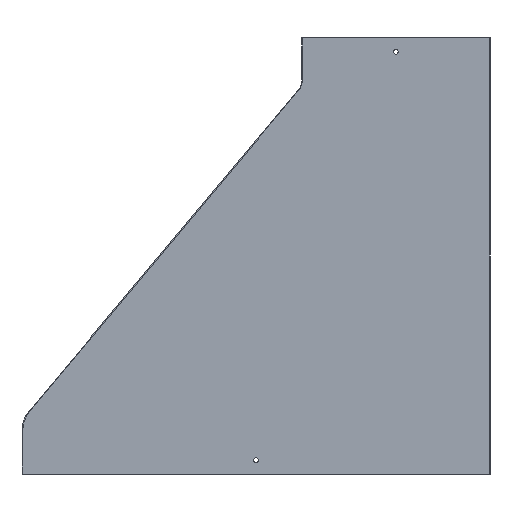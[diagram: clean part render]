
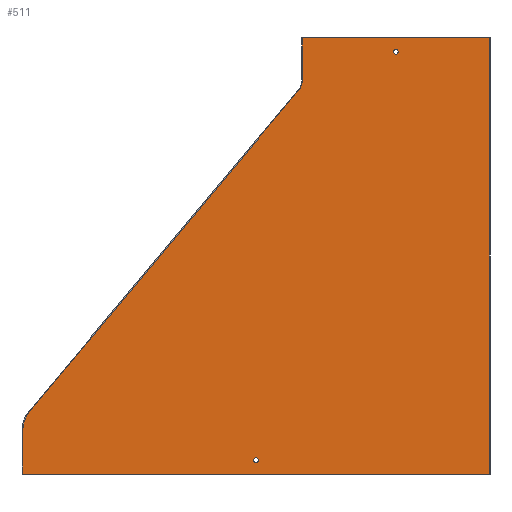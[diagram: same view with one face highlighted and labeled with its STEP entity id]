
A CAD part, front view. The second image highlights one B-rep face of the part: STEP entity #511.
In plain terms, the highlighted planar face has unit normal (0, -1, 0).
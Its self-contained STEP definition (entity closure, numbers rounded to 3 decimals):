
#13 = VERTEX_POINT ( 'NONE', #236 ) ;
#14 = VERTEX_POINT ( 'NONE', #238 ) ;
#22 = DIRECTION ( 'NONE',  ( 0., 0., 1. ) ) ;
#23 = PLANE ( 'NONE',  #389 ) ;
#53 = DIRECTION ( 'NONE',  ( 0., -1., 0. ) ) ;
#54 = DIRECTION ( 'NONE',  ( 0., 0., 1. ) ) ;
#60 = CARTESIAN_POINT ( 'NONE',  ( -220., 0., -44.819 ) ) ;
#61 = DIRECTION ( 'NONE',  ( 0., 1., 0. ) ) ;
#62 = DIRECTION ( 'NONE',  ( 0., 0., 1. ) ) ;
#64 = DIRECTION ( 'NONE',  ( 0., 0., 1. ) ) ;
#86 = CARTESIAN_POINT ( 'NONE',  ( -501.2, 0., -44.819 ) ) ;
#87 = DIRECTION ( 'NONE',  ( 0., 0., -1. ) ) ;
#88 = CARTESIAN_POINT ( 'NONE',  ( -205.59, 0., -56.894 ) ) ;
#89 = CARTESIAN_POINT ( 'NONE',  ( -251., 0., -453. ) ) ;
#90 = DIRECTION ( 'NONE',  ( 0., 1., 0. ) ) ;
#91 = DIRECTION ( 'NONE',  ( 0., 0., 1. ) ) ;
#92 = CARTESIAN_POINT ( 'NONE',  ( -201.2, 0., -44.819 ) ) ;
#93 = DIRECTION ( 'NONE',  ( -0.642, 0., -0.766 ) ) ;
#101 = DIRECTION ( 'NONE',  ( 0., 1., 0. ) ) ;
#102 = DIRECTION ( 'NONE',  ( 0., 0., 1. ) ) ;
#104 = CARTESIAN_POINT ( 'NONE',  ( -0.8, 0., -44.819 ) ) ;
#111 = CARTESIAN_POINT ( 'NONE',  ( -101., 0., -15. ) ) ;
#116 = DIRECTION ( 'NONE',  ( 0., 0., -1. ) ) ;
#123 = CARTESIAN_POINT ( 'NONE',  ( -0.8, 0., 0. ) ) ;
#124 = CARTESIAN_POINT ( 'NONE',  ( -493.914, 0., -400.96 ) ) ;
#125 = CARTESIAN_POINT ( 'NONE',  ( -205.59, 0., -56.894 ) ) ;
#141 = CARTESIAN_POINT ( 'NONE',  ( -201.2, 0., 0. ) ) ;
#182 = CARTESIAN_POINT ( 'NONE',  ( -501.2, 0., -420.999 ) ) ;
#189 = CARTESIAN_POINT ( 'NONE',  ( -202., 0., 0. ) ) ;
#195 = DIRECTION ( 'NONE',  ( 1., 0., 0. ) ) ;
#204 = CARTESIAN_POINT ( 'NONE',  ( -220., 0., -44.819 ) ) ;
#213 = CARTESIAN_POINT ( 'NONE',  ( -470., 0., -420.999 ) ) ;
#217 = CARTESIAN_POINT ( 'NONE',  ( -0.8, 0., -468. ) ) ;
#218 = CARTESIAN_POINT ( 'NONE',  ( -501.2, 0., -468. ) ) ;
#220 = DIRECTION ( 'NONE',  ( 0., 1., 0. ) ) ;
#227 = CARTESIAN_POINT ( 'NONE',  ( -201.2, 0., -44.819 ) ) ;
#236 = CARTESIAN_POINT ( 'NONE',  ( -101., 0., -12.5 ) ) ;
#238 = CARTESIAN_POINT ( 'NONE',  ( -251., 0., -450.5 ) ) ;
#241 = DIRECTION ( 'NONE',  ( -1., 0., 0. ) ) ;
#244 = CARTESIAN_POINT ( 'NONE',  ( -502., 0., -468. ) ) ;
#276 = FACE_BOUND ( 'NONE', #372, .T. ) ;
#281 = FACE_OUTER_BOUND ( 'NONE', #374, .T. ) ;
#285 = FACE_BOUND ( 'NONE', #355, .T. ) ;
#307 = VERTEX_POINT ( 'NONE', #182 ) ;
#308 = VERTEX_POINT ( 'NONE', #124 ) ;
#309 = VERTEX_POINT ( 'NONE', #125 ) ;
#315 = VERTEX_POINT ( 'NONE', #227 ) ;
#316 = VERTEX_POINT ( 'NONE', #218 ) ;
#317 = VERTEX_POINT ( 'NONE', #217 ) ;
#329 = VERTEX_POINT ( 'NONE', #123 ) ;
#355 = EDGE_LOOP ( 'NONE', ( #620 ) ) ;
#367 = VERTEX_POINT ( 'NONE', #141 ) ;
#372 = EDGE_LOOP ( 'NONE', ( #621 ) ) ;
#374 = EDGE_LOOP ( 'NONE', ( #622, #623, #616, #617, #618, #619, #612, #613 ) ) ;
#389 = AXIS2_PLACEMENT_3D ( 'NONE', #204, #220, #22 ) ;
#399 = AXIS2_PLACEMENT_3D ( 'NONE', #111, #101, #102 ) ;
#400 = AXIS2_PLACEMENT_3D ( 'NONE', #89, #90, #91 ) ;
#401 = AXIS2_PLACEMENT_3D ( 'NONE', #60, #61, #62 ) ;
#402 = AXIS2_PLACEMENT_3D ( 'NONE', #213, #53, #54 ) ;
#421 = LINE ( 'NONE', #189, #455 ) ;
#435 = VECTOR ( 'NONE', #87, 1000. ) ;
#437 = LINE ( 'NONE', #86, #435 ) ;
#438 = VECTOR ( 'NONE', #93, 1000. ) ;
#439 = CIRCLE ( 'NONE', #402, 31.2 ) ;
#440 = LINE ( 'NONE', #88, #438 ) ;
#444 = VECTOR ( 'NONE', #64, 1000. ) ;
#445 = VECTOR ( 'NONE', #116, 1000. ) ;
#446 = CIRCLE ( 'NONE', #400, 2.5 ) ;
#447 = CIRCLE ( 'NONE', #399, 2.5 ) ;
#449 = CIRCLE ( 'NONE', #401, 18.8 ) ;
#450 = LINE ( 'NONE', #104, #444 ) ;
#455 = VECTOR ( 'NONE', #195, 1000. ) ;
#463 = LINE ( 'NONE', #92, #445 ) ;
#511 = ADVANCED_FACE ( 'NONE', ( #285, #276, #281 ), #23, .F. ) ;
#530 = EDGE_CURVE ( 'NONE', #13, #13, #447, .T. ) ;
#531 = EDGE_CURVE ( 'NONE', #14, #14, #446, .T. ) ;
#532 = EDGE_CURVE ( 'NONE', #317, #329, #450, .T. ) ;
#533 = EDGE_CURVE ( 'NONE', #367, #315, #463, .T. ) ;
#536 = EDGE_CURVE ( 'NONE', #315, #309, #449, .T. ) ;
#537 = EDGE_CURVE ( 'NONE', #309, #308, #440, .T. ) ;
#538 = EDGE_CURVE ( 'NONE', #308, #307, #439, .T. ) ;
#539 = EDGE_CURVE ( 'NONE', #307, #316, #437, .T. ) ;
#552 = EDGE_CURVE ( 'NONE', #367, #329, #421, .T. ) ;
#569 = EDGE_CURVE ( 'NONE', #317, #316, #680, .T. ) ;
#612 = ORIENTED_EDGE ( 'NONE', *, *, #538, .T. ) ;
#613 = ORIENTED_EDGE ( 'NONE', *, *, #539, .T. ) ;
#616 = ORIENTED_EDGE ( 'NONE', *, *, #552, .F. ) ;
#617 = ORIENTED_EDGE ( 'NONE', *, *, #533, .T. ) ;
#618 = ORIENTED_EDGE ( 'NONE', *, *, #536, .T. ) ;
#619 = ORIENTED_EDGE ( 'NONE', *, *, #537, .T. ) ;
#620 = ORIENTED_EDGE ( 'NONE', *, *, #530, .T. ) ;
#621 = ORIENTED_EDGE ( 'NONE', *, *, #531, .T. ) ;
#622 = ORIENTED_EDGE ( 'NONE', *, *, #569, .F. ) ;
#623 = ORIENTED_EDGE ( 'NONE', *, *, #532, .T. ) ;
#677 = VECTOR ( 'NONE', #241, 1000. ) ;
#680 = LINE ( 'NONE', #244, #677 ) ;
